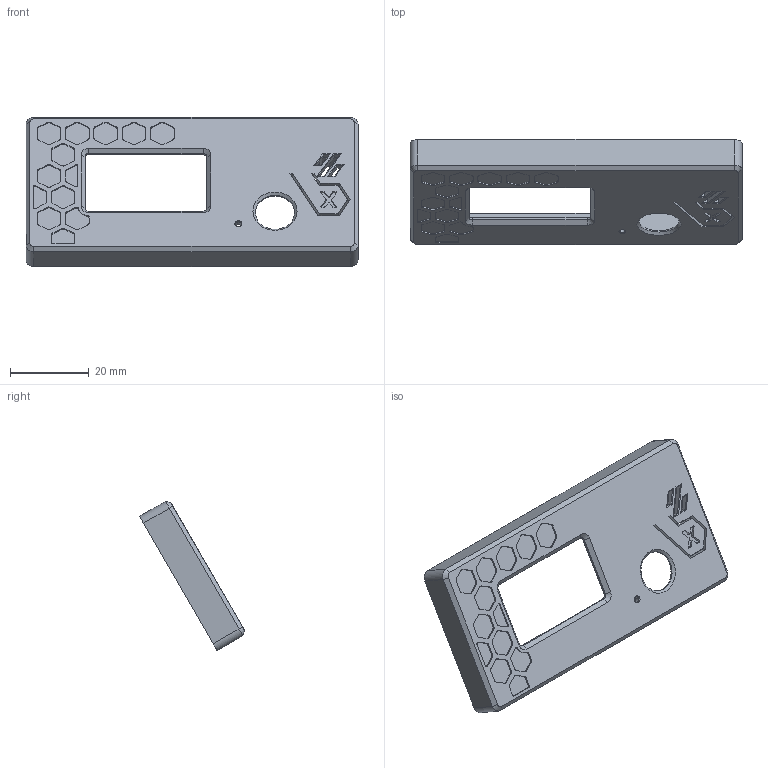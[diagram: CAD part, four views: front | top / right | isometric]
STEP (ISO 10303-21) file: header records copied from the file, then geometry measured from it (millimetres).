
FILE_DESCRIPTION(/* description */ ('','CAx-IF Rec.Pracs.---Representation and Presentation of Product Manufacturing Information (PMI)---4.0---2014-10-13'),/* implementation_level */ '2;1');
FILE_NAME(/* name */ 'Enclosure.step',/* time_stamp */ '2025-01-12T14:53:53+03:00',/* author */ (''),/* organization */ (''),/* preprocessor_version */ 'ST-DEVELOPER v20',/* originating_system */ 'Autodesk Translation Framework v13.20.0.188',/* authorisation */ '');
FILE_SCHEMA (('AP242_MANAGED_MODEL_BASED_3D_ENGINEERING_MIM_LF { 1 0 10303 442 1 1 4 }'));
Length unit declared in the file: millimetre
Products named in the file (1): Enclosure
Bounding box: 84.4 x 26.65 x 37.92 mm (x, y, z)
Volume: 8567.7 mm3; surface area: 9547.8 mm2
Topology: 1 solids, 1 shells, 321 faces, 868 edges, 568 vertices
Faces by surface type: plane 188, cylinder 123, cone 10
Full cylindrical faces by diameter (mm): 1.4 x1, 3 x4, 10 x1
Entity records: 10150 total; most frequent: DIRECTION 1768, CARTESIAN_POINT 1758, ORIENTED_EDGE 1736, EDGE_CURVE 868, LINE 612, VECTOR 612, AXIS2_PLACEMENT_3D 578, VERTEX_POINT 568
